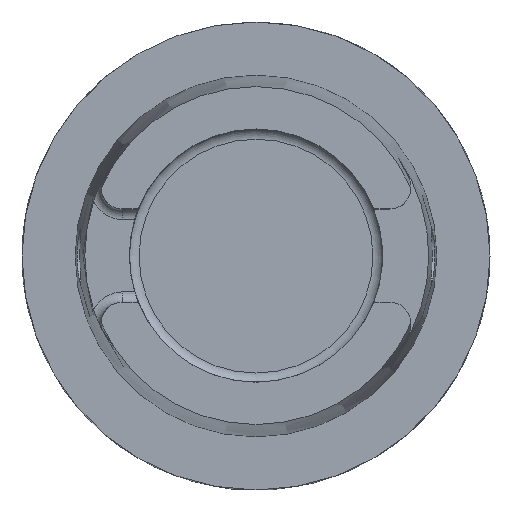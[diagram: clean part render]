
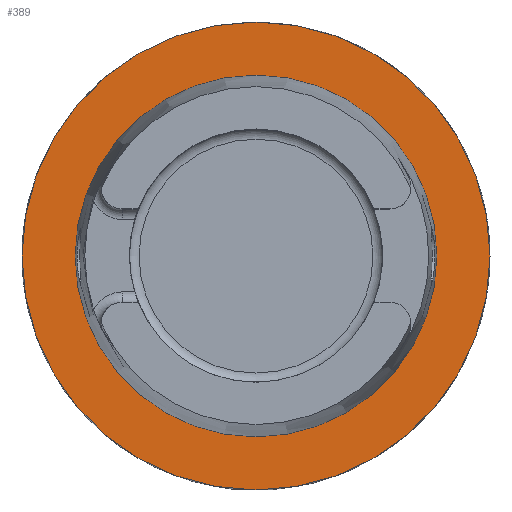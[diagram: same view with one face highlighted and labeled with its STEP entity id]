
A CAD part, top view. The second image highlights one B-rep face of the part: STEP entity #389.
In plain terms, the highlighted planar face has unit normal (0, 0, 1).
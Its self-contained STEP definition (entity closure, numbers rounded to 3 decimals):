
#156=PLANE('',#1576);
#389=ADVANCED_FACE('',(#490,#491),#156,.F.);
#490=FACE_BOUND('',#581,.T.);
#491=FACE_BOUND('',#582,.T.);
#581=EDGE_LOOP('',(#849));
#582=EDGE_LOOP('',(#850));
#849=ORIENTED_EDGE('',*,*,#1271,.F.);
#850=ORIENTED_EDGE('',*,*,#1335,.T.);
#1121=VERTEX_POINT('',#2542);
#1162=VERTEX_POINT('',#2812);
#1271=EDGE_CURVE('',#1121,#1121,#1420,.T.);
#1335=EDGE_CURVE('',#1162,#1162,#1434,.T.);
#1420=CIRCLE('',#1544,31.47);
#1434=CIRCLE('',#1574,24.321);
#1544=AXIS2_PLACEMENT_3D('',#2541,#1795,#1796);
#1574=AXIS2_PLACEMENT_3D('',#2811,#1885,#1886);
#1576=AXIS2_PLACEMENT_3D('',#2814,#1889,#1890);
#1795=DIRECTION('',(0.,0.,-1.));
#1796=DIRECTION('',(1.,0.,0.));
#1885=DIRECTION('',(0.,0.,-1.));
#1886=DIRECTION('',(1.,0.,0.));
#1889=DIRECTION('',(0.,0.,-1.));
#1890=DIRECTION('',(1.,0.,0.));
#2541=CARTESIAN_POINT('',(0.,0.,0.));
#2542=CARTESIAN_POINT('',(31.47,0.,0.));
#2811=CARTESIAN_POINT('',(0.,0.,0.));
#2812=CARTESIAN_POINT('',(24.321,0.,0.));
#2814=CARTESIAN_POINT('',(0.,-25.43,0.));
